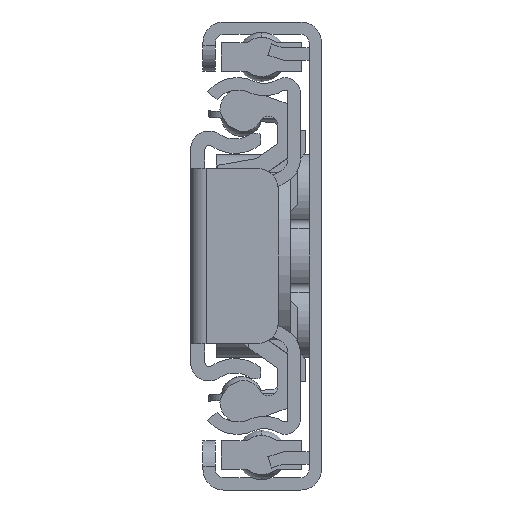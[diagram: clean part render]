
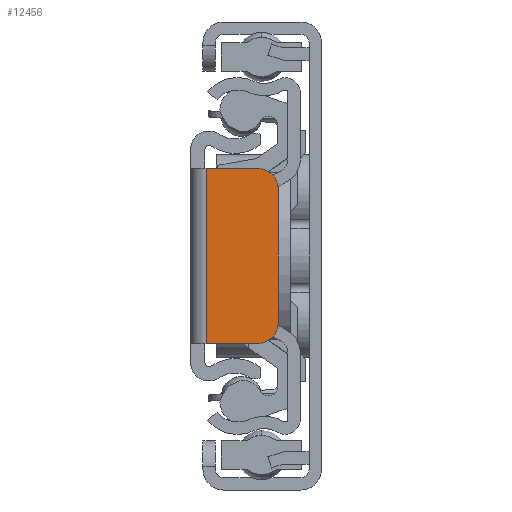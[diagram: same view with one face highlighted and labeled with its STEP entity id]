
A CAD part, front view. The second image highlights one B-rep face of the part: STEP entity #12456.
In plain terms, the highlighted face is planar.
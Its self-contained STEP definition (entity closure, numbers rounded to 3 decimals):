
#11403=DIRECTION('',(0.,0.,1.));
#11404=VECTOR('',#11403,17.);
#11405=CARTESIAN_POINT('',(-1.9,246.5,-8.5));
#11406=LINE('',#11405,#11404);
#11407=DIRECTION('',(-1.,0.,0.));
#11408=VECTOR('',#11407,5.);
#11409=CARTESIAN_POINT('',(3.1,246.5,-8.5));
#11410=LINE('',#11409,#11408);
#11411=CARTESIAN_POINT('',(3.1,246.5,-6.5));
#11412=DIRECTION('',(0.,1.,0.));
#11413=DIRECTION('',(1.,0.,0.));
#11414=AXIS2_PLACEMENT_3D('',#11411,#11412,#11413);
#11416=DIRECTION('',(0.,0.,-1.));
#11417=VECTOR('',#11416,13.);
#11418=CARTESIAN_POINT('',(5.1,246.5,6.5));
#11419=LINE('',#11418,#11417);
#11420=CARTESIAN_POINT('',(3.1,246.5,6.5));
#11421=DIRECTION('',(0.,1.,0.));
#11422=DIRECTION('',(0.,0.,1.));
#11423=AXIS2_PLACEMENT_3D('',#11420,#11421,#11422);
#11425=DIRECTION('',(1.,0.,0.));
#11426=VECTOR('',#11425,5.);
#11427=CARTESIAN_POINT('',(-1.9,246.5,8.5));
#11428=LINE('',#11427,#11426);
#11685=CARTESIAN_POINT('',(3.1,246.5,8.5));
#11686=CARTESIAN_POINT('',(5.1,246.5,6.5));
#11687=VERTEX_POINT('',#11685);
#11688=VERTEX_POINT('',#11686);
#11689=CARTESIAN_POINT('',(5.1,246.5,-6.5));
#11690=VERTEX_POINT('',#11689);
#11691=CARTESIAN_POINT('',(3.1,246.5,-8.5));
#11692=VERTEX_POINT('',#11691);
#11693=CARTESIAN_POINT('',(-1.9,246.5,8.5));
#11695=VERTEX_POINT('',#11693);
#11699=CARTESIAN_POINT('',(-1.9,246.5,-8.5));
#11700=VERTEX_POINT('',#11699);
#12440=CARTESIAN_POINT('',(-3.4,246.5,0.));
#12441=DIRECTION('',(0.,1.,0.));
#12442=DIRECTION('',(1.,0.,0.));
#12443=AXIS2_PLACEMENT_3D('',#12440,#12441,#12442);
#12444=PLANE('',#12443);
#12445=ORIENTED_EDGE('',*,*,#12417,.F.);
#12446=ORIENTED_EDGE('',*,*,#12403,.F.);
#12448=ORIENTED_EDGE('',*,*,#12447,.F.);
#12450=ORIENTED_EDGE('',*,*,#12449,.F.);
#12452=ORIENTED_EDGE('',*,*,#12451,.F.);
#12453=ORIENTED_EDGE('',*,*,#12428,.F.);
#12454=EDGE_LOOP('',(#12445,#12446,#12448,#12450,#12452,#12453));
#12455=FACE_OUTER_BOUND('',#12454,.F.);
#12456=ADVANCED_FACE('',(#12455),#12444,.T.);
#11415=CIRCLE('',#11414,2.);
#11424=CIRCLE('',#11423,2.);
#12403=EDGE_CURVE('',#11692,#11700,#11410,.T.);
#12417=EDGE_CURVE('',#11700,#11695,#11406,.T.);
#12428=EDGE_CURVE('',#11695,#11687,#11428,.T.);
#12447=EDGE_CURVE('',#11690,#11692,#11415,.T.);
#12449=EDGE_CURVE('',#11688,#11690,#11419,.T.);
#12451=EDGE_CURVE('',#11687,#11688,#11424,.T.);
